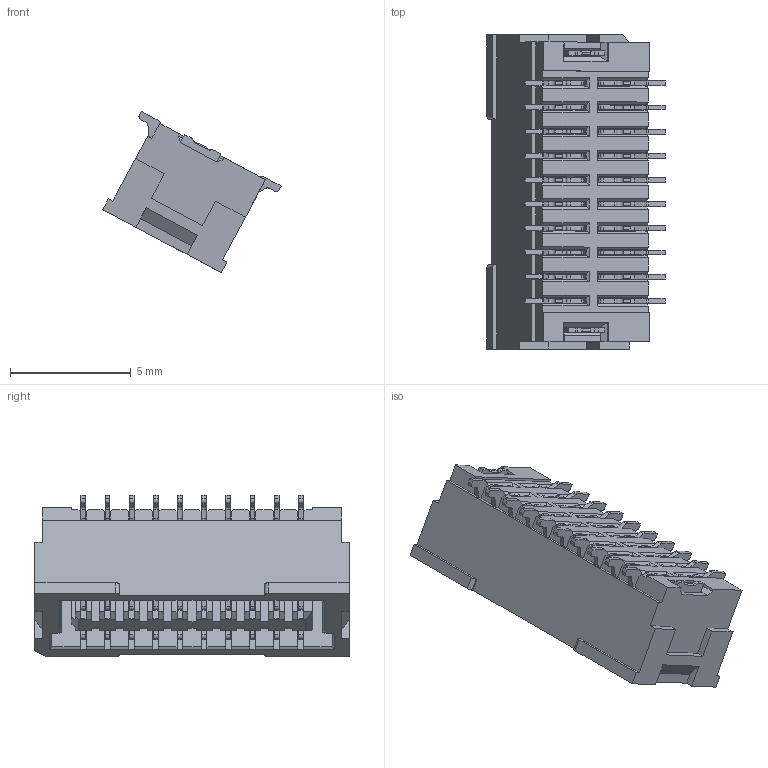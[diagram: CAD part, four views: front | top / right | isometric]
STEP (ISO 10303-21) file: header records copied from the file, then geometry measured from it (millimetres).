
FILE_DESCRIPTION (( 'STEP AP203' ), '1' );
FILE_NAME ('FWF10014-D20S83NAM.STEP', '2025-11-21T06:01:06', ( '' ), ( '' ), 'SwSTEP 2.0', 'SolidWorks 2021', '' );
FILE_SCHEMA (( 'CONFIG_CONTROL_DESIGN' ));
Products named in the file (1): FWF10014-D20S83NAM
Bounding box: 7.38 x 13 x 6.68 mm (x, y, z)
Volume: 185.9 mm3; surface area: 891.6 mm2
Topology: 13 solids, 13 shells, 1890 faces, 5813 edges, 3841 vertices
Faces by surface type: plane 1170, cylinder 702, bspline 18
Entity records: 65322 total; most frequent: CARTESIAN_POINT 13153, ORIENTED_EDGE 11626, DIRECTION 10205, EDGE_CURVE 5813, VECTOR 4283, LINE 4283, VERTEX_POINT 3841, AXIS2_PLACEMENT_3D 2961
